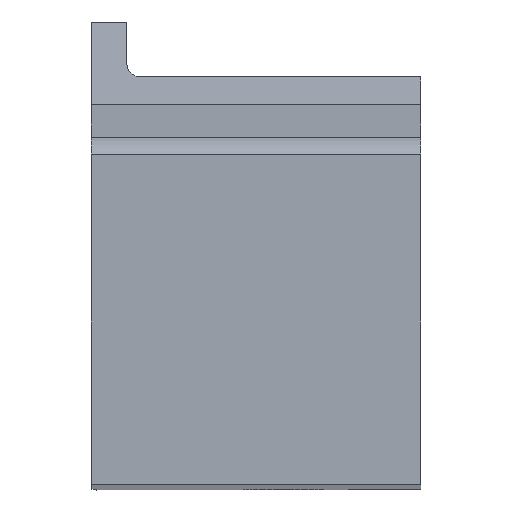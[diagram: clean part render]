
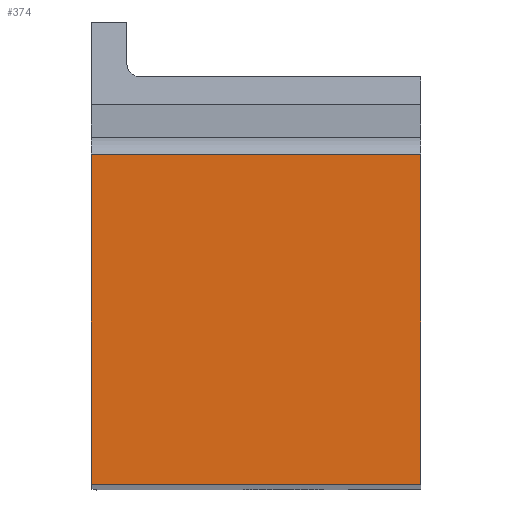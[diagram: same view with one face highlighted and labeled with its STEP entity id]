
A CAD part, top view. The second image highlights one B-rep face of the part: STEP entity #374.
In plain terms, the highlighted planar face has unit normal (0, 0, 1).
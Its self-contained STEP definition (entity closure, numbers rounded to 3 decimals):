
#374=ADVANCED_FACE('',(#501),#438,.T.);
#438=PLANE('',#2171);
#501=FACE_OUTER_BOUND('',#595,.T.);
#595=EDGE_LOOP('',(#1062,#1063,#1064,#1065));
#1062=ORIENTED_EDGE('',*,*,#1424,.F.);
#1063=ORIENTED_EDGE('',*,*,#1601,.T.);
#1064=ORIENTED_EDGE('',*,*,#1495,.F.);
#1065=ORIENTED_EDGE('',*,*,#1607,.F.);
#1248=VERTEX_POINT('',#2790);
#1249=VERTEX_POINT('',#2792);
#1304=VERTEX_POINT('',#2977);
#1305=VERTEX_POINT('',#2979);
#1424=EDGE_CURVE('',#1248,#1249,#1688,.T.);
#1495=EDGE_CURVE('',#1304,#1305,#1727,.T.);
#1601=EDGE_CURVE('',#1248,#1305,#1790,.T.);
#1607=EDGE_CURVE('',#1249,#1304,#1794,.T.);
#1688=LINE('',#2791,#1821);
#1727=LINE('',#2978,#1860);
#1790=LINE('',#3338,#1923);
#1794=LINE('',#3368,#1927);
#1821=VECTOR('',#2266,1.);
#1860=VECTOR('',#2393,1.);
#1923=VECTOR('',#2588,1.);
#1927=VECTOR('',#2604,1.);
#2171=AXIS2_PLACEMENT_3D('',#3369,#2605,#2606);
#2266=DIRECTION('',(0.,1.,0.));
#2393=DIRECTION('',(0.,-1.,0.));
#2588=DIRECTION('',(1.,0.,0.));
#2604=DIRECTION('',(1.,0.,0.));
#2605=DIRECTION('',(0.,0.,1.));
#2606=DIRECTION('',(1.,0.,0.));
#2790=CARTESIAN_POINT('',(-12.,0.,0.));
#2791=CARTESIAN_POINT('',(-12.,0.,0.));
#2792=CARTESIAN_POINT('',(-12.,12.,0.));
#2977=CARTESIAN_POINT('',(0.,12.,0.));
#2978=CARTESIAN_POINT('',(0.,12.,0.));
#2979=CARTESIAN_POINT('',(0.,0.,0.));
#3338=CARTESIAN_POINT('',(-12.,0.,0.));
#3368=CARTESIAN_POINT('',(-12.,12.,0.));
#3369=CARTESIAN_POINT('',(-6.,6.,0.));
